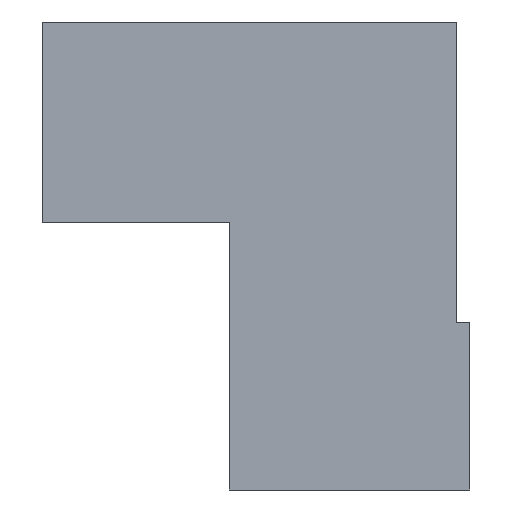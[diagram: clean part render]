
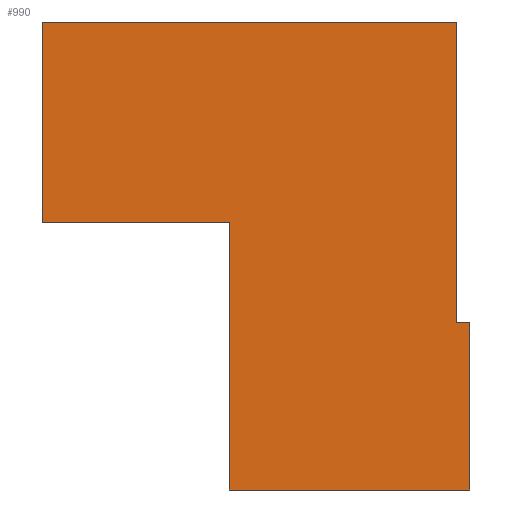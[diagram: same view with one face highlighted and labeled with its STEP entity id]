
A CAD part, left-side view. The second image highlights one B-rep face of the part: STEP entity #990.
In plain terms, the highlighted planar face has unit normal (-1, 0, 0).
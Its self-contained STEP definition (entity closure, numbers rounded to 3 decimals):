
#922=AXIS2_PLACEMENT_3D('Plane Axis2P3D',#919,#920,#921) ;
#919=CARTESIAN_POINT('Axis2P3D Location',(-62.5,0.,0.)) ;
#924=CARTESIAN_POINT('Line Origine',(-62.5,51.,145.25)) ;
#928=CARTESIAN_POINT('Vertex',(-62.5,82.,145.25)) ;
#930=CARTESIAN_POINT('Vertex',(-62.5,20.,145.25)) ;
#933=CARTESIAN_POINT('Line Origine',(-62.5,82.,130.25)) ;
#937=CARTESIAN_POINT('Vertex',(-62.5,82.,115.25)) ;
#940=CARTESIAN_POINT('Line Origine',(-62.5,68.,115.25)) ;
#944=CARTESIAN_POINT('Vertex',(-62.5,54.,115.25)) ;
#947=CARTESIAN_POINT('Line Origine',(-62.5,54.,95.25)) ;
#951=CARTESIAN_POINT('Vertex',(-62.5,54.,75.25)) ;
#954=CARTESIAN_POINT('Line Origine',(-62.5,36.,75.25)) ;
#958=CARTESIAN_POINT('Vertex',(-62.5,18.,75.25)) ;
#961=CARTESIAN_POINT('Line Origine',(-62.5,18.,87.75)) ;
#965=CARTESIAN_POINT('Vertex',(-62.5,18.,100.25)) ;
#968=CARTESIAN_POINT('Line Origine',(-62.5,19.,100.25)) ;
#972=CARTESIAN_POINT('Vertex',(-62.5,20.,100.25)) ;
#975=CARTESIAN_POINT('Line Origine',(-62.5,20.,122.75)) ;
#920=DIRECTION('Axis2P3D Direction',(1.,0.,0.)) ;
#921=DIRECTION('Axis2P3D XDirection',(0.,1.,0.)) ;
#925=DIRECTION('Vector Direction',(0.,1.,0.)) ;
#934=DIRECTION('Vector Direction',(0.,0.,-1.)) ;
#941=DIRECTION('Vector Direction',(0.,-1.,0.)) ;
#948=DIRECTION('Vector Direction',(0.,0.,-1.)) ;
#955=DIRECTION('Vector Direction',(0.,-1.,0.)) ;
#962=DIRECTION('Vector Direction',(0.,0.,1.)) ;
#969=DIRECTION('Vector Direction',(0.,1.,0.)) ;
#976=DIRECTION('Vector Direction',(0.,0.,1.)) ;
#926=VECTOR('Line Direction',#925,1.) ;
#935=VECTOR('Line Direction',#934,1.) ;
#942=VECTOR('Line Direction',#941,1.) ;
#949=VECTOR('Line Direction',#948,1.) ;
#956=VECTOR('Line Direction',#955,1.) ;
#963=VECTOR('Line Direction',#962,1.) ;
#970=VECTOR('Line Direction',#969,1.) ;
#977=VECTOR('Line Direction',#976,1.) ;
#981=ORIENTED_EDGE('',*,*,#932,.F.) ;
#982=ORIENTED_EDGE('',*,*,#939,.F.) ;
#983=ORIENTED_EDGE('',*,*,#946,.F.) ;
#984=ORIENTED_EDGE('',*,*,#953,.F.) ;
#985=ORIENTED_EDGE('',*,*,#960,.F.) ;
#986=ORIENTED_EDGE('',*,*,#967,.F.) ;
#987=ORIENTED_EDGE('',*,*,#974,.F.) ;
#988=ORIENTED_EDGE('',*,*,#979,.F.) ;
#990=ADVANCED_FACE('Terminali anteriori per cavi FCCuAl 2x240mmq superiori',(#989),#923,.F.) ;
#932=EDGE_CURVE('',#929,#931,#927,.F.) ;
#939=EDGE_CURVE('',#938,#929,#936,.F.) ;
#946=EDGE_CURVE('',#945,#938,#943,.F.) ;
#953=EDGE_CURVE('',#952,#945,#950,.F.) ;
#960=EDGE_CURVE('',#959,#952,#957,.F.) ;
#967=EDGE_CURVE('',#966,#959,#964,.F.) ;
#974=EDGE_CURVE('',#973,#966,#971,.F.) ;
#979=EDGE_CURVE('',#931,#973,#978,.F.) ;
#980=EDGE_LOOP('',(#981,#982,#983,#984,#985,#986,#987,#988)) ;
#989=FACE_OUTER_BOUND('',#980,.T.) ;
#927=LINE('Line',#924,#926) ;
#936=LINE('Line',#933,#935) ;
#943=LINE('Line',#940,#942) ;
#950=LINE('Line',#947,#949) ;
#957=LINE('Line',#954,#956) ;
#964=LINE('Line',#961,#963) ;
#971=LINE('Line',#968,#970) ;
#978=LINE('Line',#975,#977) ;
#923=PLANE('',#922) ;
#929=VERTEX_POINT('',#928) ;
#931=VERTEX_POINT('',#930) ;
#938=VERTEX_POINT('',#937) ;
#945=VERTEX_POINT('',#944) ;
#952=VERTEX_POINT('',#951) ;
#959=VERTEX_POINT('',#958) ;
#966=VERTEX_POINT('',#965) ;
#973=VERTEX_POINT('',#972) ;
